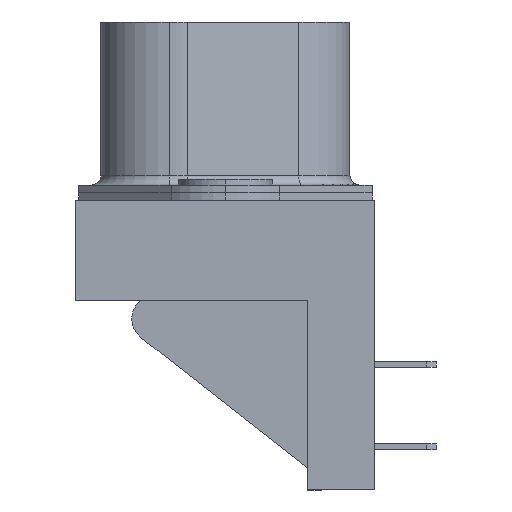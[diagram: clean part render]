
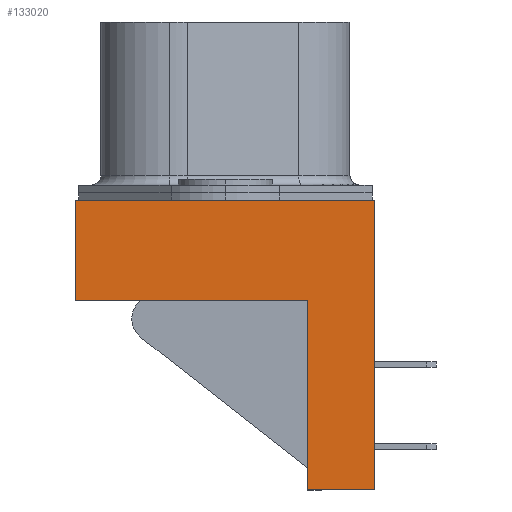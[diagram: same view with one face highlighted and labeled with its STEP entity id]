
A CAD part, left-side view. The second image highlights one B-rep face of the part: STEP entity #133020.
In plain terms, the highlighted planar face has unit normal (-1, 0, 0).
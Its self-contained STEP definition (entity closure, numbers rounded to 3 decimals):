
#1578 = EDGE_CURVE ( 'NONE', #38162, #23638, #89198, .T. ) ;
#6790 = ORIENTED_EDGE ( 'NONE', *, *, #54492, .F. ) ;
#8064 = VECTOR ( 'NONE', #92173, 1000. ) ;
#8774 = ORIENTED_EDGE ( 'NONE', *, *, #78873, .F. ) ;
#10404 = DIRECTION ( 'NONE',  ( 0., 0., 1. ) ) ;
#16537 = CARTESIAN_POINT ( 'NONE',  ( -4.125, 7.8, 0. ) ) ;
#17466 = VERTEX_POINT ( 'NONE', #81612 ) ;
#18056 = CARTESIAN_POINT ( 'NONE',  ( -4.125, -4.3, -5.2 ) ) ;
#22258 = PLANE ( 'NONE',  #31307 ) ;
#23638 = VERTEX_POINT ( 'NONE', #138133 ) ;
#24003 = LINE ( 'NONE', #162289, #112445 ) ;
#28079 = DIRECTION ( 'NONE',  ( 0., 0., 1. ) ) ;
#31054 = DIRECTION ( 'NONE',  ( 0., -1., 0. ) ) ;
#31307 = AXIS2_PLACEMENT_3D ( 'NONE', #136824, #66821, #164148 ) ;
#36483 = CARTESIAN_POINT ( 'NONE',  ( -4.125, 7.8, -15.1 ) ) ;
#38162 = VERTEX_POINT ( 'NONE', #18056 ) ;
#42077 = CARTESIAN_POINT ( 'NONE',  ( -4.125, -4.3, -15.1 ) ) ;
#48996 = EDGE_CURVE ( 'NONE', #179592, #79959, #104725, .T. ) ;
#49733 = VECTOR ( 'NONE', #31054, 1000. ) ;
#49941 = VECTOR ( 'NONE', #132039, 1000. ) ;
#51366 = FACE_OUTER_BOUND ( 'NONE', #52157, .T. ) ;
#52157 = EDGE_LOOP ( 'NONE', ( #143528, #8774, #138707, #167214, #66299, #6790 ) ) ;
#54492 = EDGE_CURVE ( 'NONE', #23638, #65496, #24003, .T. ) ;
#65496 = VERTEX_POINT ( 'NONE', #144023 ) ;
#66299 = ORIENTED_EDGE ( 'NONE', *, *, #66972, .F. ) ;
#66821 = DIRECTION ( 'NONE',  ( -1., 0., 0. ) ) ;
#66972 = EDGE_CURVE ( 'NONE', #65496, #17466, #100212, .T. ) ;
#78873 = EDGE_CURVE ( 'NONE', #179592, #38162, #94001, .T. ) ;
#79959 = VERTEX_POINT ( 'NONE', #120422 ) ;
#81612 = CARTESIAN_POINT ( 'NONE',  ( -4.125, -7.8, 0. ) ) ;
#82682 = LINE ( 'NONE', #163675, #117499 ) ;
#83835 = VECTOR ( 'NONE', #90091, 1000. ) ;
#89198 = LINE ( 'NONE', #103741, #83835 ) ;
#90091 = DIRECTION ( 'NONE',  ( 0., 1., 0. ) ) ;
#92173 = DIRECTION ( 'NONE',  ( 0., 0., 1. ) ) ;
#93079 = CARTESIAN_POINT ( 'NONE',  ( -4.125, -4.3, -15.1 ) ) ;
#94001 = LINE ( 'NONE', #93079, #8064 ) ;
#100212 = LINE ( 'NONE', #16537, #49733 ) ;
#103741 = CARTESIAN_POINT ( 'NONE',  ( -4.125, 7.8, -5.2 ) ) ;
#104725 = LINE ( 'NONE', #36483, #49941 ) ;
#112445 = VECTOR ( 'NONE', #10404, 1000. ) ;
#117499 = VECTOR ( 'NONE', #28079, 1000. ) ;
#120422 = CARTESIAN_POINT ( 'NONE',  ( -4.125, -7.8, -15.1 ) ) ;
#132039 = DIRECTION ( 'NONE',  ( 0., -1., 0. ) ) ;
#133020 = ADVANCED_FACE ( 'NONE', ( #51366 ), #22258, .T. ) ;
#136824 = CARTESIAN_POINT ( 'NONE',  ( -4.125, 7.8, -15.1 ) ) ;
#138133 = CARTESIAN_POINT ( 'NONE',  ( -4.125, 7.8, -5.2 ) ) ;
#138707 = ORIENTED_EDGE ( 'NONE', *, *, #48996, .T. ) ;
#143528 = ORIENTED_EDGE ( 'NONE', *, *, #1578, .F. ) ;
#144023 = CARTESIAN_POINT ( 'NONE',  ( -4.125, 7.8, 0. ) ) ;
#157709 = EDGE_CURVE ( 'NONE', #79959, #17466, #82682, .T. ) ;
#162289 = CARTESIAN_POINT ( 'NONE',  ( -4.125, 7.8, -15.1 ) ) ;
#163675 = CARTESIAN_POINT ( 'NONE',  ( -4.125, -7.8, -15.1 ) ) ;
#164148 = DIRECTION ( 'NONE',  ( 0., -1., 0. ) ) ;
#167214 = ORIENTED_EDGE ( 'NONE', *, *, #157709, .T. ) ;
#179592 = VERTEX_POINT ( 'NONE', #42077 ) ;
